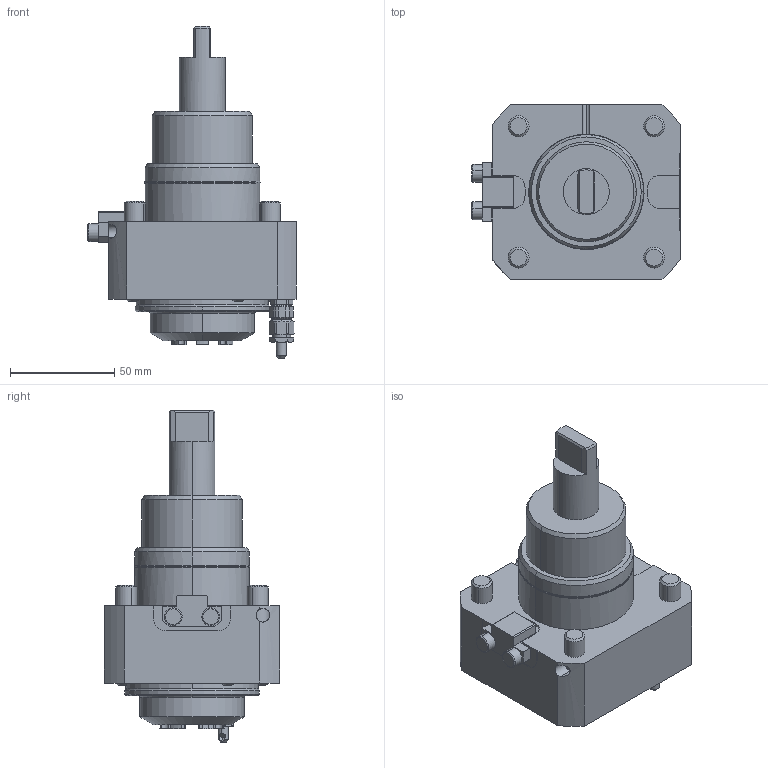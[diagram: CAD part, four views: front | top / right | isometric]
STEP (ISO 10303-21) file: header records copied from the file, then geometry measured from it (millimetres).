
FILE_DESCRIPTION(('HOOPS Exchange Step'),'2;1');
FILE_NAME('Modelcomposition.stp','2024-07-06T20:47:40+00:00',('toolarena-modelservice-ewspro'),('Unknown organisation'),'HOOPS Exchange 2021.2','HOOPS Exchange','Unknown authorisation');
FILE_SCHEMA( ('AP242_MANAGED_MODEL_BASED_3D_ENGINEERING_MIM_LF {1 0 10303 442 1 1 4 }') );
Length unit declared in the file: millimetre
Products named in the file (1): EWS_230693_DIN4003
Bounding box: 99.9 x 84 x 159.3 mm (x, y, z)
Volume: 450347.8 mm3; surface area: 57378.8 mm2
Topology: 1 solids, 3 shells, 328 faces, 821 edges, 529 vertices
Faces by surface type: plane 143, cylinder 119, cone 52, torus 10, bspline 4
Entity records: 10266 total; most frequent: CARTESIAN_POINT 2253, DIRECTION 1744, ORIENTED_EDGE 1642, EDGE_CURVE 821, AXIS2_PLACEMENT_3D 659, VERTEX_POINT 529, VECTOR 426, LINE 426
